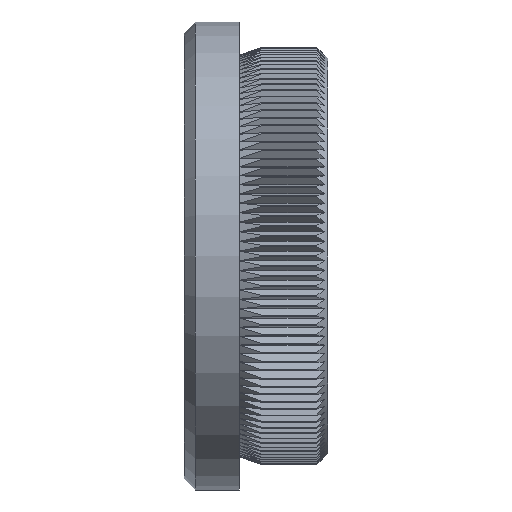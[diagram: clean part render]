
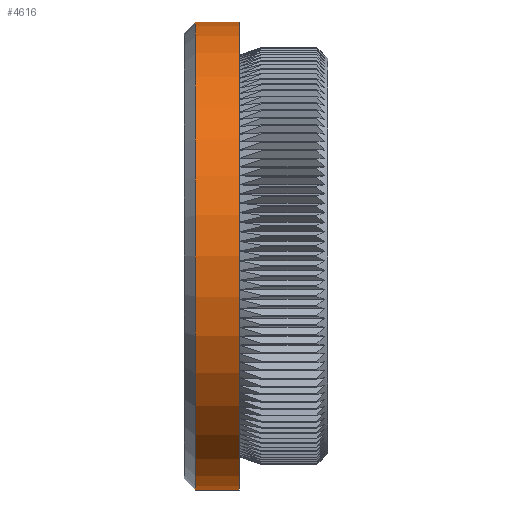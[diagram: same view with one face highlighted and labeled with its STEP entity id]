
A CAD part, left-side view. The second image highlights one B-rep face of the part: STEP entity #4616.
In plain terms, the highlighted cylindrical face has radius 21.2 mm (diameter 42.4 mm), a partial arc.
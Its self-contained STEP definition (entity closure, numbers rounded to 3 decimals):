
#1244 = ORIENTED_EDGE ( 'NONE', *, *, #18109, .T. ) ;
#2755 = DIRECTION ( 'NONE',  ( 0., -1., 0. ) ) ;
#3670 = CIRCLE ( 'NONE', #4086, 21.2 ) ;
#4086 = AXIS2_PLACEMENT_3D ( 'NONE', #15530, #2755, #20524 ) ;
#4616 = ADVANCED_FACE ( 'NONE', ( #13155 ), #23065, .T. ) ;
#4933 = EDGE_CURVE ( 'NONE', #28292, #5798, #18321, .T. ) ;
#5798 = VERTEX_POINT ( 'NONE', #13139 ) ;
#6823 = CIRCLE ( 'NONE', #8475, 21.2 ) ;
#7486 = CARTESIAN_POINT ( 'NONE',  ( 0., 0., 0. ) ) ;
#8475 = AXIS2_PLACEMENT_3D ( 'NONE', #30111, #17560, #25276 ) ;
#9192 = CARTESIAN_POINT ( 'NONE',  ( 0., 8., -21.2 ) ) ;
#9455 = EDGE_CURVE ( 'NONE', #28292, #28049, #6823, .T. ) ;
#9545 = EDGE_LOOP ( 'NONE', ( #22733, #29734, #1244, #28963 ) ) ;
#9910 = DIRECTION ( 'NONE',  ( 0., -1., 0. ) ) ;
#10240 = DIRECTION ( 'NONE',  ( 0., 0., -1. ) ) ;
#11584 = VECTOR ( 'NONE', #29826, 1000. ) ;
#13139 = CARTESIAN_POINT ( 'NONE',  ( 0., 8., 21.2 ) ) ;
#13155 = FACE_OUTER_BOUND ( 'NONE', #9545, .T. ) ;
#14764 = CARTESIAN_POINT ( 'NONE',  ( 0., 0., -21.2 ) ) ;
#15088 = VECTOR ( 'NONE', #29873, 1000. ) ;
#15530 = CARTESIAN_POINT ( 'NONE',  ( 0., 8., 0. ) ) ;
#17560 = DIRECTION ( 'NONE',  ( 0., -1., 0. ) ) ;
#18109 = EDGE_CURVE ( 'NONE', #28049, #18596, #23379, .T. ) ;
#18321 = LINE ( 'NONE', #27282, #11584 ) ;
#18596 = VERTEX_POINT ( 'NONE', #9192 ) ;
#20524 = DIRECTION ( 'NONE',  ( 0., 0., -1. ) ) ;
#21718 = CARTESIAN_POINT ( 'NONE',  ( 0., 12., -21.2 ) ) ;
#22733 = ORIENTED_EDGE ( 'NONE', *, *, #4933, .F. ) ;
#23065 = CYLINDRICAL_SURFACE ( 'NONE', #31444, 21.2 ) ;
#23379 = LINE ( 'NONE', #14764, #15088 ) ;
#25276 = DIRECTION ( 'NONE',  ( 0., 0., 1. ) ) ;
#27282 = CARTESIAN_POINT ( 'NONE',  ( 0., 0., 21.2 ) ) ;
#28049 = VERTEX_POINT ( 'NONE', #21718 ) ;
#28292 = VERTEX_POINT ( 'NONE', #28833 ) ;
#28833 = CARTESIAN_POINT ( 'NONE',  ( 0., 12., 21.2 ) ) ;
#28963 = ORIENTED_EDGE ( 'NONE', *, *, #30361, .F. ) ;
#29734 = ORIENTED_EDGE ( 'NONE', *, *, #9455, .T. ) ;
#29826 = DIRECTION ( 'NONE',  ( 0., -1., 0. ) ) ;
#29873 = DIRECTION ( 'NONE',  ( 0., -1., 0. ) ) ;
#30111 = CARTESIAN_POINT ( 'NONE',  ( 0., 12., 0. ) ) ;
#30361 = EDGE_CURVE ( 'NONE', #5798, #18596, #3670, .T. ) ;
#31444 = AXIS2_PLACEMENT_3D ( 'NONE', #7486, #9910, #10240 ) ;
